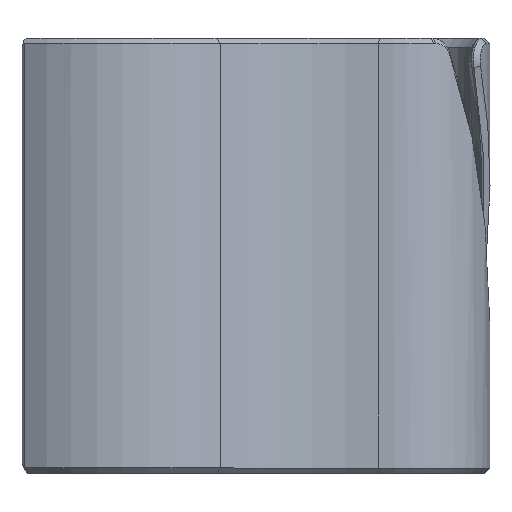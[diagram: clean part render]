
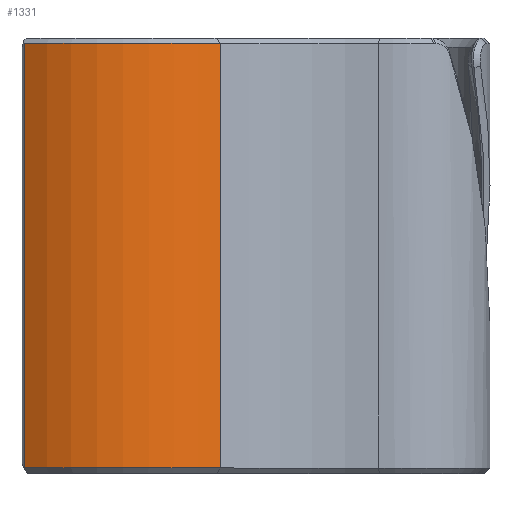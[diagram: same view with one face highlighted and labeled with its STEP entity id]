
A CAD part, top view. The second image highlights one B-rep face of the part: STEP entity #1331.
In plain terms, the highlighted cylindrical face has radius 15.6 mm (diameter 31.2 mm), a partial arc.
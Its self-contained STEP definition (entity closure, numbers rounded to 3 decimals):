
#103=FACE_OUTER_BOUND('',#184,.T.);
#184=EDGE_LOOP('',(#987,#988,#989,#990,#991));
#290=B_SPLINE_CURVE_WITH_KNOTS('',3,(#2092,#2093,#2094,#2095),
 .UNSPECIFIED.,.F.,.F.,(4,4),(0.,0.),.UNSPECIFIED.);
#362=CIRCLE('',#1429,15.6);
#370=CIRCLE('',#1441,15.6);
#412=LINE('',#2072,#481);
#413=LINE('',#2098,#482);
#481=VECTOR('',#1573,10.);
#482=VECTOR('',#1576,20.);
#576=VERTEX_POINT('',#2002);
#577=VERTEX_POINT('',#2004);
#590=VERTEX_POINT('',#2064);
#591=VERTEX_POINT('',#2071);
#592=VERTEX_POINT('',#2097);
#721=EDGE_CURVE('',#576,#577,#362,.T.);
#738=EDGE_CURVE('',#590,#591,#412,.T.);
#740=EDGE_CURVE('',#577,#590,#290,.T.);
#741=EDGE_CURVE('',#592,#576,#413,.T.);
#742=EDGE_CURVE('',#591,#592,#370,.T.);
#987=ORIENTED_EDGE('',*,*,#738,.F.);
#988=ORIENTED_EDGE('',*,*,#740,.F.);
#989=ORIENTED_EDGE('',*,*,#721,.F.);
#990=ORIENTED_EDGE('',*,*,#741,.F.);
#991=ORIENTED_EDGE('',*,*,#742,.F.);
#1306=CYLINDRICAL_SURFACE('',#1440,15.6);
#1331=ADVANCED_FACE('',(#103),#1306,.T.);
#1429=AXIS2_PLACEMENT_3D('',#2005,#1551,#1552);
#1440=AXIS2_PLACEMENT_3D('',#2096,#1574,#1575);
#1441=AXIS2_PLACEMENT_3D('',#2099,#1577,#1578);
#1551=DIRECTION('center_axis',(0.,-1.,0.));
#1552=DIRECTION('ref_axis',(0.902,0.,0.431));
#1573=DIRECTION('',(0.,1.,0.));
#1574=DIRECTION('center_axis',(0.,-1.,0.));
#1575=DIRECTION('ref_axis',(0.902,0.,0.431));
#1576=DIRECTION('',(0.,-1.,0.));
#1577=DIRECTION('center_axis',(0.,1.,0.));
#1578=DIRECTION('ref_axis',(0.902,0.,0.431));
#2002=CARTESIAN_POINT('',(9.217,-39.5,12.589));
#2004=CARTESIAN_POINT('',(-8.807,-39.5,12.878));
#2005=CARTESIAN_POINT('Origin',(0.002,-39.5,0.002));
#2064=CARTESIAN_POINT('',(-8.807,-39.5,12.877));
#2071=CARTESIAN_POINT('',(-8.807,-0.5,12.877));
#2072=CARTESIAN_POINT('',(-8.807,0.,12.877));
#2092=CARTESIAN_POINT('Ctrl Pts',(-8.807,-39.5,12.878));
#2093=CARTESIAN_POINT('Ctrl Pts',(-8.807,-39.5,12.878));
#2094=CARTESIAN_POINT('Ctrl Pts',(-8.807,-39.5,12.878));
#2095=CARTESIAN_POINT('Ctrl Pts',(-8.807,-39.5,12.877));
#2096=CARTESIAN_POINT('Origin',(0.002,0.,0.002));
#2097=CARTESIAN_POINT('',(9.217,-0.5,12.589));
#2098=CARTESIAN_POINT('',(9.217,0.,12.589));
#2099=CARTESIAN_POINT('Origin',(0.002,-0.5,0.002));
